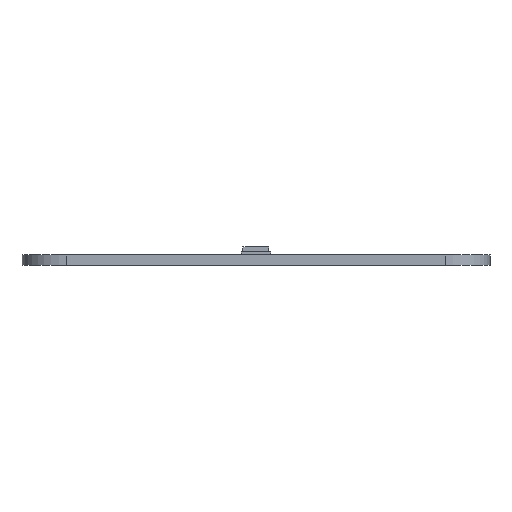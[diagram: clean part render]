
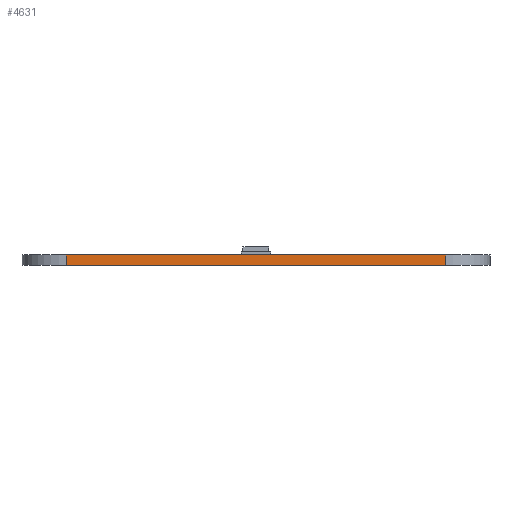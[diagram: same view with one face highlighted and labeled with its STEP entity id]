
A CAD part, front view. The second image highlights one B-rep face of the part: STEP entity #4631.
In plain terms, the highlighted planar face has unit normal (0, -1, 0).
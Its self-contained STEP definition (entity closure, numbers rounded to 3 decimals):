
#3936 = VERTEX_POINT('',#3937);
#3937 = CARTESIAN_POINT('',(180.,-135.,0.));
#3944 = EDGE_CURVE('',#3936,#3945,#3947,.T.);
#3945 = VERTEX_POINT('',#3946);
#3946 = CARTESIAN_POINT('',(120.,-135.,0.));
#3947 = LINE('',#3948,#3949);
#3948 = CARTESIAN_POINT('',(180.,-135.,0.));
#3949 = VECTOR('',#3950,1.);
#3950 = DIRECTION('',(-1.,0.,0.));
#4253 = VERTEX_POINT('',#4254);
#4254 = CARTESIAN_POINT('',(180.,-135.,1.6));
#4261 = EDGE_CURVE('',#4253,#4262,#4264,.T.);
#4262 = VERTEX_POINT('',#4263);
#4263 = CARTESIAN_POINT('',(120.,-135.,1.6));
#4264 = LINE('',#4265,#4266);
#4265 = CARTESIAN_POINT('',(180.,-135.,1.6));
#4266 = VECTOR('',#4267,1.);
#4267 = DIRECTION('',(-1.,0.,0.));
#4601 = EDGE_CURVE('',#3945,#4262,#4602,.T.);
#4602 = LINE('',#4603,#4604);
#4603 = CARTESIAN_POINT('',(120.,-135.,0.));
#4604 = VECTOR('',#4605,1.);
#4605 = DIRECTION('',(0.,0.,1.));
#4631 = ADVANCED_FACE('',(#4632),#4643,.T.);
#4632 = FACE_BOUND('',#4633,.T.);
#4633 = EDGE_LOOP('',(#4634,#4640,#4641,#4642));
#4634 = ORIENTED_EDGE('',*,*,#4635,.T.);
#4635 = EDGE_CURVE('',#3936,#4253,#4636,.T.);
#4636 = LINE('',#4637,#4638);
#4637 = CARTESIAN_POINT('',(180.,-135.,0.));
#4638 = VECTOR('',#4639,1.);
#4639 = DIRECTION('',(0.,0.,1.));
#4640 = ORIENTED_EDGE('',*,*,#4261,.T.);
#4641 = ORIENTED_EDGE('',*,*,#4601,.F.);
#4642 = ORIENTED_EDGE('',*,*,#3944,.F.);
#4643 = PLANE('',#4644);
#4644 = AXIS2_PLACEMENT_3D('',#4645,#4646,#4647);
#4645 = CARTESIAN_POINT('',(180.,-135.,0.));
#4646 = DIRECTION('',(0.,-1.,0.));
#4647 = DIRECTION('',(-1.,0.,0.));
